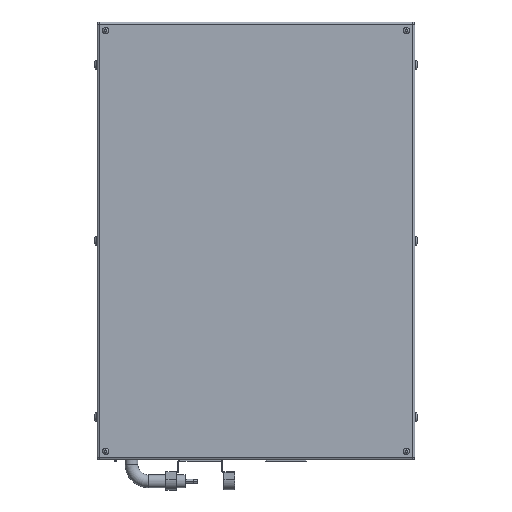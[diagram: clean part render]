
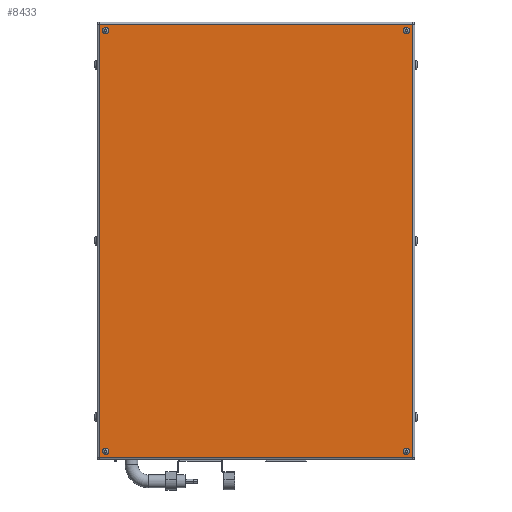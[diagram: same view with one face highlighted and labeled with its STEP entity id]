
A CAD part, front view. The second image highlights one B-rep face of the part: STEP entity #8433.
In plain terms, the highlighted planar face has unit normal (0, -1, 0).
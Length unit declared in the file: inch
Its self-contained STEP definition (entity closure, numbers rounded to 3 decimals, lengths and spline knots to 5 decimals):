
#23 = CIRCLE ( 'NONE', #20082, 0.37402 ) ;
#69 = DIRECTION ( 'NONE',  ( 0., 0., -1. ) ) ;
#216 = CARTESIAN_POINT ( 'NONE',  ( 18.234, -14., -25.234 ) ) ;
#335 = DIRECTION ( 'NONE',  ( 0., 0., -1. ) ) ;
#489 = DIRECTION ( 'NONE',  ( 0., 0., -1. ) ) ;
#1085 = CARTESIAN_POINT ( 'NONE',  ( -18.234, -14., 25.234 ) ) ;
#1296 = FACE_BOUND ( 'NONE', #4951, .T. ) ;
#2075 = VECTOR ( 'NONE', #4173, 39.37008 ) ;
#2103 = ORIENTED_EDGE ( 'NONE', *, *, #19936, .F. ) ;
#2329 = LINE ( 'NONE', #3777, #16771 ) ;
#2553 = DIRECTION ( 'NONE',  ( 0., 0., -1. ) ) ;
#2781 = AXIS2_PLACEMENT_3D ( 'NONE', #15871, #11353, #8075 ) ;
#3103 = LINE ( 'NONE', #6093, #17862 ) ;
#3564 = CARTESIAN_POINT ( 'NONE',  ( -17.5, -14., -24.5 ) ) ;
#3581 = CARTESIAN_POINT ( 'NONE',  ( -17.5, -14., 24.87402 ) ) ;
#3777 = CARTESIAN_POINT ( 'NONE',  ( 18.234, -14., 25.234 ) ) ;
#3982 = CARTESIAN_POINT ( 'NONE',  ( -17.5, -14., 24.5 ) ) ;
#3990 = CIRCLE ( 'NONE', #16776, 0.37402 ) ;
#4088 = CIRCLE ( 'NONE', #2781, 0.37402 ) ;
#4173 = DIRECTION ( 'NONE',  ( 1., 0., 0. ) ) ;
#4314 = CARTESIAN_POINT ( 'NONE',  ( 18.234, -14., 25.234 ) ) ;
#4365 = ORIENTED_EDGE ( 'NONE', *, *, #14426, .T. ) ;
#4547 = VERTEX_POINT ( 'NONE', #3581 ) ;
#4689 = VECTOR ( 'NONE', #69, 39.37008 ) ;
#4797 = DIRECTION ( 'NONE',  ( 0., -1., 0. ) ) ;
#4802 = EDGE_CURVE ( 'NONE', #7747, #16433, #2329, .T. ) ;
#4951 = EDGE_LOOP ( 'NONE', ( #13886, #7846 ) ) ;
#5030 = VERTEX_POINT ( 'NONE', #19587 ) ;
#5221 = DIRECTION ( 'NONE',  ( 0., 0., -1. ) ) ;
#5545 = CARTESIAN_POINT ( 'NONE',  ( 17.5, -14., -24.12598 ) ) ;
#5574 = EDGE_CURVE ( 'NONE', #15415, #6762, #17771, .T. ) ;
#5614 = AXIS2_PLACEMENT_3D ( 'NONE', #18435, #19302, #5221 ) ;
#6093 = CARTESIAN_POINT ( 'NONE',  ( -18.234, -14., 25.234 ) ) ;
#6536 = CARTESIAN_POINT ( 'NONE',  ( -17.5, -14., -24.5 ) ) ;
#6762 = VERTEX_POINT ( 'NONE', #11840 ) ;
#6992 = CIRCLE ( 'NONE', #8318, 0.37402 ) ;
#7134 = VERTEX_POINT ( 'NONE', #15023 ) ;
#7182 = DIRECTION ( 'NONE',  ( 0., 0., 1. ) ) ;
#7593 = FACE_OUTER_BOUND ( 'NONE', #18671, .T. ) ;
#7747 = VERTEX_POINT ( 'NONE', #216 ) ;
#7846 = ORIENTED_EDGE ( 'NONE', *, *, #18926, .F. ) ;
#8075 = DIRECTION ( 'NONE',  ( 0., 0., -1. ) ) ;
#8127 = CARTESIAN_POINT ( 'NONE',  ( -18.234, -14., -25.234 ) ) ;
#8150 = DIRECTION ( 'NONE',  ( -1., 0., 0. ) ) ;
#8318 = AXIS2_PLACEMENT_3D ( 'NONE', #14997, #10069, #2553 ) ;
#8433 = ADVANCED_FACE ( 'NONE', ( #17031, #18457, #1296, #9226, #7593 ), #20332, .T. ) ;
#8678 = EDGE_CURVE ( 'NONE', #4547, #5030, #9402, .T. ) ;
#8834 = DIRECTION ( 'NONE',  ( 0., -1., 0. ) ) ;
#8879 = VERTEX_POINT ( 'NONE', #17564 ) ;
#9021 = CARTESIAN_POINT ( 'NONE',  ( 17.5, -14., -24.87402 ) ) ;
#9169 = CARTESIAN_POINT ( 'NONE',  ( -17.5, -14., -24.87402 ) ) ;
#9226 = FACE_BOUND ( 'NONE', #13055, .T. ) ;
#9402 = CIRCLE ( 'NONE', #11376, 0.37402 ) ;
#9440 = EDGE_CURVE ( 'NONE', #10323, #7134, #14674, .T. ) ;
#9451 = AXIS2_PLACEMENT_3D ( 'NONE', #6536, #10030, #335 ) ;
#10028 = DIRECTION ( 'NONE',  ( 0., 0., -1. ) ) ;
#10030 = DIRECTION ( 'NONE',  ( 0., -1., 0. ) ) ;
#10069 = DIRECTION ( 'NONE',  ( 0., -1., 0. ) ) ;
#10235 = DIRECTION ( 'NONE',  ( 0., -1., 0. ) ) ;
#10323 = VERTEX_POINT ( 'NONE', #9169 ) ;
#10473 = ORIENTED_EDGE ( 'NONE', *, *, #13746, .F. ) ;
#10550 = CARTESIAN_POINT ( 'NONE',  ( 18.234, -14., -25.234 ) ) ;
#11353 = DIRECTION ( 'NONE',  ( 0., -1., 0. ) ) ;
#11376 = AXIS2_PLACEMENT_3D ( 'NONE', #11967, #10235, #10028 ) ;
#11414 = CARTESIAN_POINT ( 'NONE',  ( 17.5, -14., 24.5 ) ) ;
#11840 = CARTESIAN_POINT ( 'NONE',  ( 17.5, -14., 24.12598 ) ) ;
#11967 = CARTESIAN_POINT ( 'NONE',  ( -17.5, -14., 24.5 ) ) ;
#12092 = ORIENTED_EDGE ( 'NONE', *, *, #14940, .T. ) ;
#12500 = CARTESIAN_POINT ( 'NONE',  ( 0., -14., 0. ) ) ;
#13055 = EDGE_LOOP ( 'NONE', ( #2103, #18608 ) ) ;
#13514 = ORIENTED_EDGE ( 'NONE', *, *, #8678, .F. ) ;
#13746 = EDGE_CURVE ( 'NONE', #6762, #15415, #15158, .T. ) ;
#13886 = ORIENTED_EDGE ( 'NONE', *, *, #15445, .F. ) ;
#14136 = ORIENTED_EDGE ( 'NONE', *, *, #19811, .F. ) ;
#14318 = AXIS2_PLACEMENT_3D ( 'NONE', #12500, #4797, #18754 ) ;
#14426 = EDGE_CURVE ( 'NONE', #17660, #8879, #16195, .T. ) ;
#14674 = CIRCLE ( 'NONE', #9451, 0.37402 ) ;
#14782 = DIRECTION ( 'NONE',  ( 0., -1., 0. ) ) ;
#14940 = EDGE_CURVE ( 'NONE', #8879, #7747, #15280, .T. ) ;
#14997 = CARTESIAN_POINT ( 'NONE',  ( 17.5, -14., -24.5 ) ) ;
#15023 = CARTESIAN_POINT ( 'NONE',  ( -17.5, -14., -24.12598 ) ) ;
#15099 = DIRECTION ( 'NONE',  ( 0., 0., -1. ) ) ;
#15158 = CIRCLE ( 'NONE', #5614, 0.37402 ) ;
#15280 = LINE ( 'NONE', #10550, #2075 ) ;
#15415 = VERTEX_POINT ( 'NONE', #19821 ) ;
#15445 = EDGE_CURVE ( 'NONE', #17507, #16946, #6992, .T. ) ;
#15566 = EDGE_LOOP ( 'NONE', ( #13514, #14136 ) ) ;
#15871 = CARTESIAN_POINT ( 'NONE',  ( 17.5, -14., -24.5 ) ) ;
#15988 = DIRECTION ( 'NONE',  ( 0., 0., -1. ) ) ;
#16195 = LINE ( 'NONE', #8127, #4689 ) ;
#16433 = VERTEX_POINT ( 'NONE', #4314 ) ;
#16771 = VECTOR ( 'NONE', #7182, 39.37008 ) ;
#16776 = AXIS2_PLACEMENT_3D ( 'NONE', #3982, #8834, #15099 ) ;
#16946 = VERTEX_POINT ( 'NONE', #9021 ) ;
#17031 = FACE_BOUND ( 'NONE', #17185, .T. ) ;
#17074 = ORIENTED_EDGE ( 'NONE', *, *, #19219, .T. ) ;
#17185 = EDGE_LOOP ( 'NONE', ( #19207, #10473 ) ) ;
#17507 = VERTEX_POINT ( 'NONE', #5545 ) ;
#17564 = CARTESIAN_POINT ( 'NONE',  ( -18.234, -14., -25.234 ) ) ;
#17660 = VERTEX_POINT ( 'NONE', #1085 ) ;
#17771 = CIRCLE ( 'NONE', #19767, 0.37402 ) ;
#17862 = VECTOR ( 'NONE', #8150, 39.37008 ) ;
#18435 = CARTESIAN_POINT ( 'NONE',  ( 17.5, -14., 24.5 ) ) ;
#18457 = FACE_BOUND ( 'NONE', #15566, .T. ) ;
#18608 = ORIENTED_EDGE ( 'NONE', *, *, #9440, .F. ) ;
#18671 = EDGE_LOOP ( 'NONE', ( #19255, #17074, #4365, #12092 ) ) ;
#18754 = DIRECTION ( 'NONE',  ( 0., 0., -1. ) ) ;
#18926 = EDGE_CURVE ( 'NONE', #16946, #17507, #4088, .T. ) ;
#19207 = ORIENTED_EDGE ( 'NONE', *, *, #5574, .F. ) ;
#19219 = EDGE_CURVE ( 'NONE', #16433, #17660, #3103, .T. ) ;
#19255 = ORIENTED_EDGE ( 'NONE', *, *, #4802, .T. ) ;
#19302 = DIRECTION ( 'NONE',  ( 0., -1., 0. ) ) ;
#19373 = DIRECTION ( 'NONE',  ( 0., -1., 0. ) ) ;
#19587 = CARTESIAN_POINT ( 'NONE',  ( -17.5, -14., 24.12598 ) ) ;
#19767 = AXIS2_PLACEMENT_3D ( 'NONE', #11414, #14782, #489 ) ;
#19811 = EDGE_CURVE ( 'NONE', #5030, #4547, #3990, .T. ) ;
#19821 = CARTESIAN_POINT ( 'NONE',  ( 17.5, -14., 24.87402 ) ) ;
#19936 = EDGE_CURVE ( 'NONE', #7134, #10323, #23, .T. ) ;
#20082 = AXIS2_PLACEMENT_3D ( 'NONE', #3564, #19373, #15988 ) ;
#20332 = PLANE ( 'NONE',  #14318 ) ;
